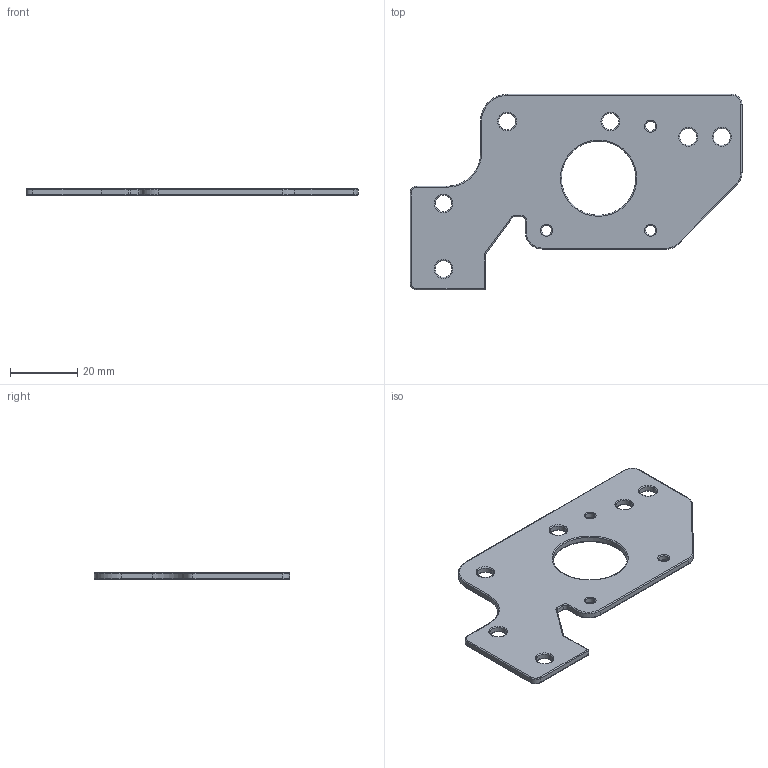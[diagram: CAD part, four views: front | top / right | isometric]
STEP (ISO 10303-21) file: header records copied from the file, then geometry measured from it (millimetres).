
FILE_DESCRIPTION (( 'STEP AP203' ), '1' );
FILE_NAME ('A-mount-bottom.STEP', '2021-05-05T13:45:31', ( '' ), ( '' ), 'SwSTEP 2.0', 'SolidWorks 2021', '' );
FILE_SCHEMA (( 'CONFIG_CONTROL_DESIGN' ));
Length unit declared in the file: millimetre
Products named in the file (1): A-mount-bottom
Bounding box: 98.83 x 58.13 x 2 mm (x, y, z)
Volume: 6869.2 mm3; surface area: 7749.7 mm2
Topology: 1 solids, 1 shells, 128 faces, 294 edges, 168 vertices
Faces by surface type: torus 60, cylinder 54, plane 14
Entity records: 3743 total; most frequent: DIRECTION 748, CARTESIAN_POINT 603, ORIENTED_EDGE 588, AXIS2_PLACEMENT_3D 329, EDGE_CURVE 294, CIRCLE 200, VERTEX_POINT 168, EDGE_LOOP 148
